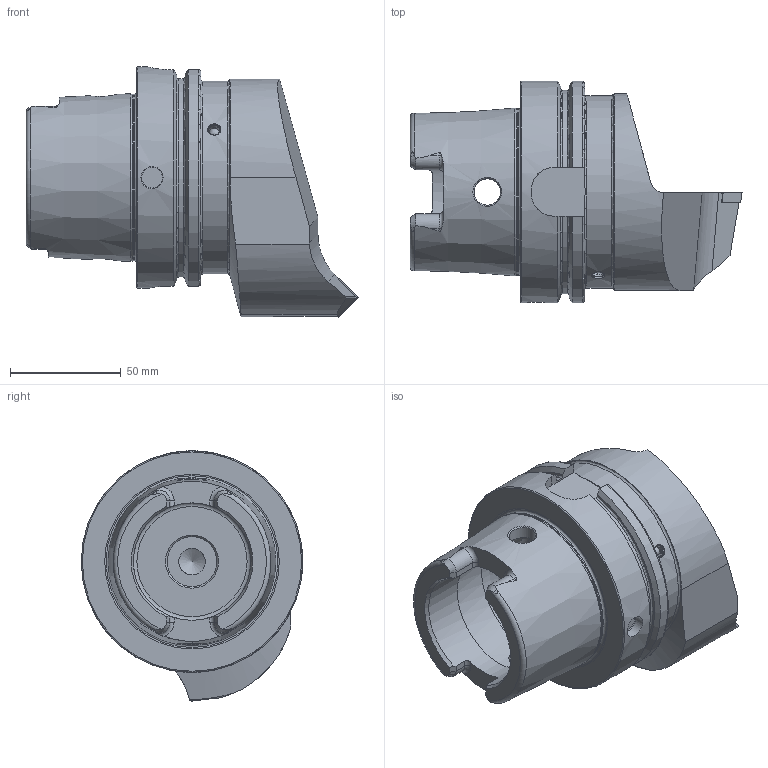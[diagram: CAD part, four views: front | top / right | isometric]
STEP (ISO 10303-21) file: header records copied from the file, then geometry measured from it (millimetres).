
FILE_DESCRIPTION (( 'STEP AP214' ), '1' );
FILE_NAME ('HA0.KSB.RSA.100.STEP', '2020-11-23T11:14:02', ( '' ), ( '' ), 'SwSTEP 2.0', 'SolidWorks 2017', '' );
FILE_SCHEMA (( 'AUTOMOTIVE_DESIGN' ));
Length unit declared in the file: millimetre
Products named in the file (5): HA0.KSB.RSA.100; SCMT120404; HA0-KSB.RSA.100_A_Fertigbearbeitung; WCC-ER2.001.010_A; KVT_MB_600_060
Assembly tree (4 placements, depth 2):
  HA0.KSB.RSA.100
    HA0-KSB.RSA.100_A_Fertigbearbeitung
    SCMT120404
    WCC-ER2.001.010_A
    KVT_MB_600_060
Bounding box: 149.9 x 100 x 113 mm (x, y, z)
Volume: 506355.9 mm3; surface area: 68016.9 mm2
Topology: 5 solids, 5 shells, 232 faces, 610 edges, 380 vertices
Faces by surface type: plane 75, cylinder 63, cone 51, torus 28, bspline 14, sphere 1
Full cylindrical faces by diameter (mm): 4.2 x2, 5 x5, 5.5 x1, 6 x3, 7 x1, 7.6 x1, 10 x1, 12 x3, 22.5 x1, 26 x1, 53 x2, 63 x1, 75.265 x1, 87 x1, 100 x1
Entity records: 10024 total; most frequent: CARTESIAN_POINT 3580, ORIENTED_EDGE 1020, DIRECTION 966, EDGE_CURVE 510, AXIS2_PLACEMENT_3D 391, VERTEX_POINT 356, EDGE_LOOP 308, FACE_OUTER_BOUND 269
